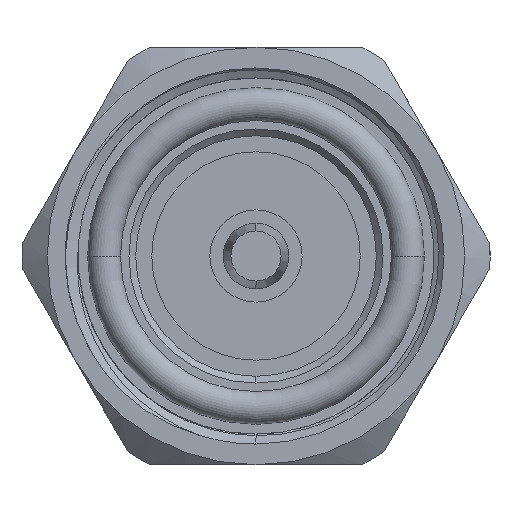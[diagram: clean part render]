
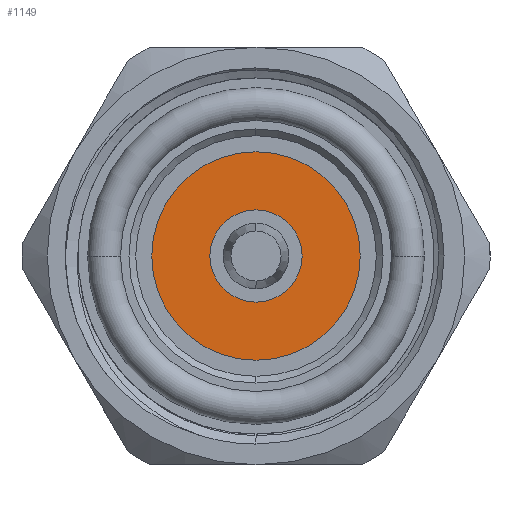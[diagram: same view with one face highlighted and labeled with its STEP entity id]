
A CAD part, left-side view. The second image highlights one B-rep face of the part: STEP entity #1149.
In plain terms, the highlighted planar face has unit normal (-1, 0, 0).
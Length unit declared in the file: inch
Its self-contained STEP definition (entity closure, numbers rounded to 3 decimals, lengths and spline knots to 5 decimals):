
#117 = DIRECTION ( 'NONE',  ( -1., 0., 0. ) ) ;
#179 = VERTEX_POINT ( 'NONE', #2434 ) ;
#280 = EDGE_LOOP ( 'NONE', ( #4421, #941 ) ) ;
#307 = EDGE_CURVE ( 'NONE', #1540, #4366, #3002, .T. ) ;
#457 = CARTESIAN_POINT ( 'NONE',  ( 0.563, 0., -0.31201 ) ) ;
#487 = DIRECTION ( 'NONE',  ( -1., 0., 0. ) ) ;
#512 = CIRCLE ( 'NONE', #3011, 0.138 ) ;
#546 = VERTEX_POINT ( 'NONE', #2133 ) ;
#577 = EDGE_CURVE ( 'NONE', #179, #546, #1365, .T. ) ;
#803 = DIRECTION ( 'NONE',  ( 0., 0., -1. ) ) ;
#824 = DIRECTION ( 'NONE',  ( -1., 0., 0. ) ) ;
#941 = ORIENTED_EDGE ( 'NONE', *, *, #1708, .T. ) ;
#947 = ORIENTED_EDGE ( 'NONE', *, *, #1345, .F. ) ;
#1003 = CARTESIAN_POINT ( 'NONE',  ( 0.563, 0., 0. ) ) ;
#1050 = DIRECTION ( 'NONE',  ( 1., 0., 0. ) ) ;
#1136 = CARTESIAN_POINT ( 'NONE',  ( 0.563, 0., 0. ) ) ;
#1149 = ADVANCED_FACE ( 'NONE', ( #2114, #1776 ), #2048, .F. ) ;
#1275 = CARTESIAN_POINT ( 'NONE',  ( 0.563, 0., 0.31201 ) ) ;
#1345 = EDGE_CURVE ( 'NONE', #546, #179, #512, .T. ) ;
#1365 = CIRCLE ( 'NONE', #1509, 0.138 ) ;
#1438 = CARTESIAN_POINT ( 'NONE',  ( 0.563, 0., 0. ) ) ;
#1509 = AXIS2_PLACEMENT_3D ( 'NONE', #1438, #824, #803 ) ;
#1540 = VERTEX_POINT ( 'NONE', #1275 ) ;
#1584 = AXIS2_PLACEMENT_3D ( 'NONE', #1136, #487, #4240 ) ;
#1708 = EDGE_CURVE ( 'NONE', #4366, #1540, #3511, .T. ) ;
#1776 = FACE_OUTER_BOUND ( 'NONE', #280, .T. ) ;
#1826 = CARTESIAN_POINT ( 'NONE',  ( 0.563, 0., 0. ) ) ;
#1841 = CARTESIAN_POINT ( 'NONE',  ( 0.563, 0., 0. ) ) ;
#2048 = PLANE ( 'NONE',  #3223 ) ;
#2114 = FACE_BOUND ( 'NONE', #2600, .T. ) ;
#2133 = CARTESIAN_POINT ( 'NONE',  ( 0.563, 0., 0.138 ) ) ;
#2434 = CARTESIAN_POINT ( 'NONE',  ( 0.563, 0., -0.138 ) ) ;
#2442 = AXIS2_PLACEMENT_3D ( 'NONE', #1826, #2476, #3184 ) ;
#2476 = DIRECTION ( 'NONE',  ( -1., 0., 0. ) ) ;
#2600 = EDGE_LOOP ( 'NONE', ( #2708, #947 ) ) ;
#2696 = DIRECTION ( 'NONE',  ( 0., 0., -1. ) ) ;
#2708 = ORIENTED_EDGE ( 'NONE', *, *, #577, .F. ) ;
#2893 = DIRECTION ( 'NONE',  ( 0., 0., -1. ) ) ;
#3002 = CIRCLE ( 'NONE', #2442, 0.31201 ) ;
#3011 = AXIS2_PLACEMENT_3D ( 'NONE', #1841, #117, #2893 ) ;
#3184 = DIRECTION ( 'NONE',  ( 0., 0., -1. ) ) ;
#3223 = AXIS2_PLACEMENT_3D ( 'NONE', #1003, #1050, #2696 ) ;
#3511 = CIRCLE ( 'NONE', #1584, 0.31201 ) ;
#4240 = DIRECTION ( 'NONE',  ( 0., 0., -1. ) ) ;
#4366 = VERTEX_POINT ( 'NONE', #457 ) ;
#4421 = ORIENTED_EDGE ( 'NONE', *, *, #307, .T. ) ;
